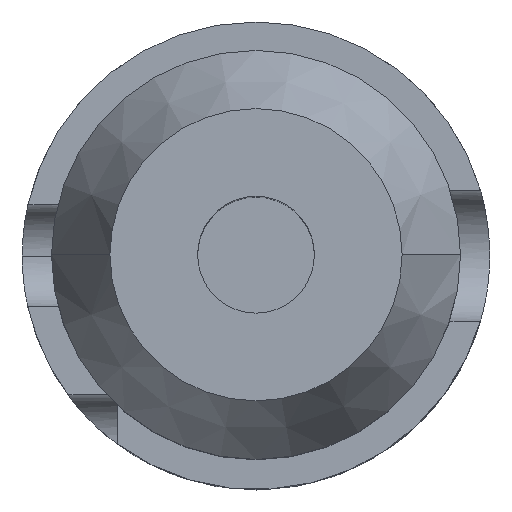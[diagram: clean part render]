
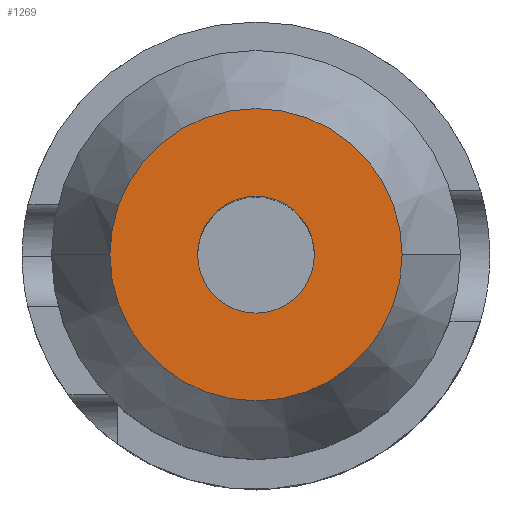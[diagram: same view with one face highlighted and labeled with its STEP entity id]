
A CAD part, top view. The second image highlights one B-rep face of the part: STEP entity #1269.
In plain terms, the highlighted planar face has unit normal (0, 0, 1).
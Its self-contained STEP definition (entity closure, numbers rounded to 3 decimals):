
#5 = DIRECTION ( 'NONE',  ( 0., 0., 1. ) ) ;
#11 = CARTESIAN_POINT ( 'NONE',  ( -4., 0., 60. ) ) ;
#29 = EDGE_CURVE ( 'NONE', #1442, #2015, #3599, .T. ) ;
#287 = DIRECTION ( 'NONE',  ( -1., 0., 0. ) ) ;
#316 = VERTEX_POINT ( 'NONE', #3305 ) ;
#501 = ORIENTED_EDGE ( 'NONE', *, *, #3040, .F. ) ;
#511 = DIRECTION ( 'NONE',  ( 0., 0., -1. ) ) ;
#668 = EDGE_LOOP ( 'NONE', ( #3479, #1902 ) ) ;
#670 = CARTESIAN_POINT ( 'NONE',  ( 0., 0., 60. ) ) ;
#675 = CARTESIAN_POINT ( 'NONE',  ( 0., 0., 60. ) ) ;
#788 = CIRCLE ( 'NONE', #1612, 10. ) ;
#836 = DIRECTION ( 'NONE',  ( 1., 0., 0. ) ) ;
#1058 = AXIS2_PLACEMENT_3D ( 'NONE', #1109, #1935, #287 ) ;
#1069 = CARTESIAN_POINT ( 'NONE',  ( 0., 0., 60. ) ) ;
#1085 = CARTESIAN_POINT ( 'NONE',  ( 0., 10., 60. ) ) ;
#1109 = CARTESIAN_POINT ( 'NONE',  ( 0., 0., 60. ) ) ;
#1180 = EDGE_CURVE ( 'NONE', #316, #1911, #2810, .T. ) ;
#1269 = ADVANCED_FACE ( 'NONE', ( #1525, #2439 ), #3059, .T. ) ;
#1442 = VERTEX_POINT ( 'NONE', #1622 ) ;
#1499 = DIRECTION ( 'NONE',  ( -1., 0., 0. ) ) ;
#1525 = FACE_BOUND ( 'NONE', #668, .T. ) ;
#1612 = AXIS2_PLACEMENT_3D ( 'NONE', #670, #3435, #1499 ) ;
#1622 = CARTESIAN_POINT ( 'NONE',  ( -10., 0., 60. ) ) ;
#1878 = DIRECTION ( 'NONE',  ( -1., 0., 0. ) ) ;
#1902 = ORIENTED_EDGE ( 'NONE', *, *, #1180, .T. ) ;
#1911 = VERTEX_POINT ( 'NONE', #11 ) ;
#1935 = DIRECTION ( 'NONE',  ( 0., 0., -1. ) ) ;
#2015 = VERTEX_POINT ( 'NONE', #2577 ) ;
#2064 = CIRCLE ( 'NONE', #2759, 4. ) ;
#2146 = DIRECTION ( 'NONE',  ( -1., 0., 0. ) ) ;
#2172 = EDGE_CURVE ( 'NONE', #1911, #316, #2064, .T. ) ;
#2252 = AXIS2_PLACEMENT_3D ( 'NONE', #1085, #5, #836 ) ;
#2439 = FACE_OUTER_BOUND ( 'NONE', #2895, .T. ) ;
#2577 = CARTESIAN_POINT ( 'NONE',  ( 10., 0., 60. ) ) ;
#2643 = DIRECTION ( 'NONE',  ( 0., 0., -1. ) ) ;
#2759 = AXIS2_PLACEMENT_3D ( 'NONE', #675, #2643, #1878 ) ;
#2810 = CIRCLE ( 'NONE', #3075, 4. ) ;
#2895 = EDGE_LOOP ( 'NONE', ( #3273, #501 ) ) ;
#3040 = EDGE_CURVE ( 'NONE', #2015, #1442, #788, .T. ) ;
#3059 = PLANE ( 'NONE',  #2252 ) ;
#3075 = AXIS2_PLACEMENT_3D ( 'NONE', #1069, #511, #2146 ) ;
#3273 = ORIENTED_EDGE ( 'NONE', *, *, #29, .F. ) ;
#3305 = CARTESIAN_POINT ( 'NONE',  ( 4., 0., 60. ) ) ;
#3435 = DIRECTION ( 'NONE',  ( 0., 0., -1. ) ) ;
#3479 = ORIENTED_EDGE ( 'NONE', *, *, #2172, .T. ) ;
#3599 = CIRCLE ( 'NONE', #1058, 10. ) ;
